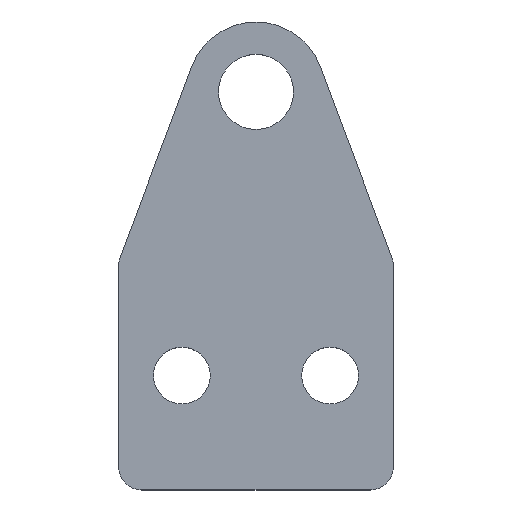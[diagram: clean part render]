
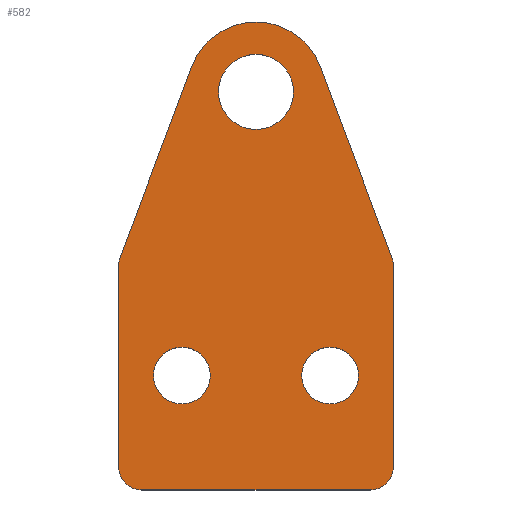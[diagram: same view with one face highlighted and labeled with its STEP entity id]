
A CAD part, top view. The second image highlights one B-rep face of the part: STEP entity #582.
In plain terms, the highlighted planar face has unit normal (0, 0, 1).
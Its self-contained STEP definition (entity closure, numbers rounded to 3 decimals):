
#11 = CIRCLE ( 'NONE', #526, 2.5 ) ;
#13 = CARTESIAN_POINT ( 'NONE',  ( 5., 0., 2.5 ) ) ;
#15 = CARTESIAN_POINT ( 'NONE',  ( 8.1, 0., 2.5 ) ) ;
#17 = CARTESIAN_POINT ( 'NONE',  ( 14.841, 12.924, 2.5 ) ) ;
#23 = EDGE_CURVE ( 'NONE', #587, #183, #45, .T. ) ;
#27 = VERTEX_POINT ( 'NONE', #17 ) ;
#30 = FACE_BOUND ( 'NONE', #628, .T. ) ;
#33 = EDGE_LOOP ( 'NONE', ( #372, #292, #76, #88, #591, #160, #595, #570, #554, #267 ) ) ;
#43 = DIRECTION ( 'NONE',  ( 1., 0., 0. ) ) ;
#44 = VECTOR ( 'NONE', #251, 1000. ) ;
#45 = CIRCLE ( 'NONE', #97, 3.1 ) ;
#58 = VERTEX_POINT ( 'NONE', #80 ) ;
#68 = CARTESIAN_POINT ( 'NONE',  ( -15., 12.5, 2.5 ) ) ;
#70 = VERTEX_POINT ( 'NONE', #171 ) ;
#71 = CARTESIAN_POINT ( 'NONE',  ( 0., 52.5, 2.5 ) ) ;
#72 = CARTESIAN_POINT ( 'NONE',  ( -15., -10., 2.5 ) ) ;
#76 = ORIENTED_EDGE ( 'NONE', *, *, #451, .T. ) ;
#79 = CARTESIAN_POINT ( 'NONE',  ( 12.5, 12.047, 2.5 ) ) ;
#80 = CARTESIAN_POINT ( 'NONE',  ( 15., -10., 2.5 ) ) ;
#81 = VERTEX_POINT ( 'NONE', #125 ) ;
#88 = ORIENTED_EDGE ( 'NONE', *, *, #336, .T. ) ;
#91 = CIRCLE ( 'NONE', #197, 3.1 ) ;
#93 = EDGE_CURVE ( 'NONE', #598, #58, #527, .T. ) ;
#94 = CIRCLE ( 'NONE', #334, 4.1 ) ;
#95 = ORIENTED_EDGE ( 'NONE', *, *, #401, .F. ) ;
#96 = EDGE_CURVE ( 'NONE', #624, #70, #333, .T. ) ;
#97 = AXIS2_PLACEMENT_3D ( 'NONE', #538, #552, #106 ) ;
#102 = EDGE_CURVE ( 'NONE', #58, #252, #421, .T. ) ;
#104 = LINE ( 'NONE', #253, #284 ) ;
#106 = DIRECTION ( 'NONE',  ( 1., 0., 0. ) ) ;
#120 = LINE ( 'NONE', #71, #545 ) ;
#122 = ORIENTED_EDGE ( 'NONE', *, *, #151, .F. ) ;
#125 = CARTESIAN_POINT ( 'NONE',  ( -5., 0., 2.5 ) ) ;
#134 = CARTESIAN_POINT ( 'NONE',  ( 15., -12.5, 2.5 ) ) ;
#150 = CARTESIAN_POINT ( 'NONE',  ( -8.1, 0., 2.5 ) ) ;
#151 = EDGE_CURVE ( 'NONE', #437, #81, #91, .T. ) ;
#154 = AXIS2_PLACEMENT_3D ( 'NONE', #408, #365, #43 ) ;
#159 = CARTESIAN_POINT ( 'NONE',  ( 0., 31., 2.5 ) ) ;
#160 = ORIENTED_EDGE ( 'NONE', *, *, #96, .T. ) ;
#166 = DIRECTION ( 'NONE',  ( -0.351, 0.936, 0. ) ) ;
#169 = CARTESIAN_POINT ( 'NONE',  ( -4.1, 31., 2.5 ) ) ;
#171 = CARTESIAN_POINT ( 'NONE',  ( -12.5, -12.5, 2.5 ) ) ;
#172 = CARTESIAN_POINT ( 'NONE',  ( -14.841, 12.924, 2.5 ) ) ;
#175 = LINE ( 'NONE', #362, #431 ) ;
#178 = VERTEX_POINT ( 'NONE', #432 ) ;
#183 = VERTEX_POINT ( 'NONE', #385 ) ;
#191 = DIRECTION ( 'NONE',  ( 1., 0., 0. ) ) ;
#194 = CARTESIAN_POINT ( 'NONE',  ( -8.1, 0., 2.5 ) ) ;
#197 = AXIS2_PLACEMENT_3D ( 'NONE', #150, #337, #283 ) ;
#198 = VERTEX_POINT ( 'NONE', #264 ) ;
#199 = CARTESIAN_POINT ( 'NONE',  ( 4.1, 31., 2.5 ) ) ;
#202 = DIRECTION ( 'NONE',  ( 0., 0., 1. ) ) ;
#211 = AXIS2_PLACEMENT_3D ( 'NONE', #194, #299, #339 ) ;
#224 = VERTEX_POINT ( 'NONE', #169 ) ;
#226 = CIRCLE ( 'NONE', #211, 3.1 ) ;
#232 = EDGE_CURVE ( 'NONE', #539, #624, #175, .T. ) ;
#242 = CARTESIAN_POINT ( 'NONE',  ( -11.2, 0., 2.5 ) ) ;
#246 = DIRECTION ( 'NONE',  ( 1., 0., 0. ) ) ;
#249 = AXIS2_PLACEMENT_3D ( 'NONE', #469, #586, #448 ) ;
#251 = DIRECTION ( 'NONE',  ( -0.351, -0.936, 0. ) ) ;
#252 = VERTEX_POINT ( 'NONE', #364 ) ;
#253 = CARTESIAN_POINT ( 'NONE',  ( -15., -12.5, 2.5 ) ) ;
#264 = CARTESIAN_POINT ( 'NONE',  ( 7.022, 33.773, 2.5 ) ) ;
#265 = DIRECTION ( 'NONE',  ( 0., 0., 1. ) ) ;
#267 = ORIENTED_EDGE ( 'NONE', *, *, #574, .T. ) ;
#271 = FACE_BOUND ( 'NONE', #361, .T. ) ;
#276 = CIRCLE ( 'NONE', #456, 3.1 ) ;
#278 = VERTEX_POINT ( 'NONE', #172 ) ;
#283 = DIRECTION ( 'NONE',  ( 1., 0., 0. ) ) ;
#284 = VECTOR ( 'NONE', #246, 1000. ) ;
#292 = ORIENTED_EDGE ( 'NONE', *, *, #382, .T. ) ;
#299 = DIRECTION ( 'NONE',  ( 0., 0., 1. ) ) ;
#310 = AXIS2_PLACEMENT_3D ( 'NONE', #496, #590, #191 ) ;
#319 = DIRECTION ( 'NONE',  ( 1., 0., 0. ) ) ;
#331 = EDGE_LOOP ( 'NONE', ( #516, #392 ) ) ;
#332 = AXIS2_PLACEMENT_3D ( 'NONE', #584, #596, #599 ) ;
#333 = CIRCLE ( 'NONE', #355, 2.5 ) ;
#334 = AXIS2_PLACEMENT_3D ( 'NONE', #159, #387, #486 ) ;
#336 = EDGE_CURVE ( 'NONE', #278, #539, #629, .T. ) ;
#337 = DIRECTION ( 'NONE',  ( 0., 0., 1. ) ) ;
#339 = DIRECTION ( 'NONE',  ( 1., 0., 0. ) ) ;
#355 = AXIS2_PLACEMENT_3D ( 'NONE', #468, #512, #375 ) ;
#361 = EDGE_LOOP ( 'NONE', ( #122, #95 ) ) ;
#362 = CARTESIAN_POINT ( 'NONE',  ( -15., -12.5, 2.5 ) ) ;
#364 = CARTESIAN_POINT ( 'NONE',  ( 15., 12.047, 2.5 ) ) ;
#365 = DIRECTION ( 'NONE',  ( 0., 0., 1. ) ) ;
#372 = ORIENTED_EDGE ( 'NONE', *, *, #402, .T. ) ;
#375 = DIRECTION ( 'NONE',  ( 1., 0., 0. ) ) ;
#382 = EDGE_CURVE ( 'NONE', #198, #178, #482, .T. ) ;
#385 = CARTESIAN_POINT ( 'NONE',  ( 11.2, 0., 2.5 ) ) ;
#387 = DIRECTION ( 'NONE',  ( 0., 0., 1. ) ) ;
#392 = ORIENTED_EDGE ( 'NONE', *, *, #625, .F. ) ;
#401 = EDGE_CURVE ( 'NONE', #81, #437, #226, .T. ) ;
#402 = EDGE_CURVE ( 'NONE', #27, #198, #120, .T. ) ;
#408 = CARTESIAN_POINT ( 'NONE',  ( 0., 31., 2.5 ) ) ;
#409 = VERTEX_POINT ( 'NONE', #199 ) ;
#415 = DIRECTION ( 'NONE',  ( 0., 1., 0. ) ) ;
#421 = LINE ( 'NONE', #134, #433 ) ;
#425 = EDGE_CURVE ( 'NONE', #70, #598, #104, .T. ) ;
#431 = VECTOR ( 'NONE', #501, 1000. ) ;
#432 = CARTESIAN_POINT ( 'NONE',  ( -7.022, 33.773, 2.5 ) ) ;
#433 = VECTOR ( 'NONE', #415, 1000. ) ;
#437 = VERTEX_POINT ( 'NONE', #242 ) ;
#443 = CARTESIAN_POINT ( 'NONE',  ( 12.5, -12.5, 2.5 ) ) ;
#448 = DIRECTION ( 'NONE',  ( 1., 0., 0. ) ) ;
#451 = EDGE_CURVE ( 'NONE', #178, #278, #491, .T. ) ;
#456 = AXIS2_PLACEMENT_3D ( 'NONE', #15, #202, #544 ) ;
#460 = DIRECTION ( 'NONE',  ( 1., 0., 0. ) ) ;
#463 = DIRECTION ( 'NONE',  ( 0., 0., 1. ) ) ;
#464 = FACE_OUTER_BOUND ( 'NONE', #33, .T. ) ;
#466 = ORIENTED_EDGE ( 'NONE', *, *, #476, .F. ) ;
#468 = CARTESIAN_POINT ( 'NONE',  ( -12.5, -10., 2.5 ) ) ;
#469 = CARTESIAN_POINT ( 'NONE',  ( 0., 0., 2.5 ) ) ;
#476 = EDGE_CURVE ( 'NONE', #183, #587, #276, .T. ) ;
#479 = AXIS2_PLACEMENT_3D ( 'NONE', #517, #463, #319 ) ;
#482 = CIRCLE ( 'NONE', #332, 7.5 ) ;
#486 = DIRECTION ( 'NONE',  ( 1., 0., 0. ) ) ;
#491 = LINE ( 'NONE', #68, #44 ) ;
#496 = CARTESIAN_POINT ( 'NONE',  ( -12.5, 12.047, 2.5 ) ) ;
#501 = DIRECTION ( 'NONE',  ( 0., -1., 0. ) ) ;
#512 = DIRECTION ( 'NONE',  ( 0., 0., 1. ) ) ;
#513 = PLANE ( 'NONE',  #249 ) ;
#516 = ORIENTED_EDGE ( 'NONE', *, *, #530, .F. ) ;
#517 = CARTESIAN_POINT ( 'NONE',  ( 12.5, -10., 2.5 ) ) ;
#526 = AXIS2_PLACEMENT_3D ( 'NONE', #79, #265, #460 ) ;
#527 = CIRCLE ( 'NONE', #479, 2.5 ) ;
#530 = EDGE_CURVE ( 'NONE', #224, #409, #588, .T. ) ;
#538 = CARTESIAN_POINT ( 'NONE',  ( 8.1, 0., 2.5 ) ) ;
#539 = VERTEX_POINT ( 'NONE', #556 ) ;
#544 = DIRECTION ( 'NONE',  ( 1., 0., 0. ) ) ;
#545 = VECTOR ( 'NONE', #166, 1000. ) ;
#552 = DIRECTION ( 'NONE',  ( 0., 0., 1. ) ) ;
#554 = ORIENTED_EDGE ( 'NONE', *, *, #102, .T. ) ;
#556 = CARTESIAN_POINT ( 'NONE',  ( -15., 12.047, 2.5 ) ) ;
#568 = FACE_BOUND ( 'NONE', #331, .T. ) ;
#570 = ORIENTED_EDGE ( 'NONE', *, *, #93, .T. ) ;
#571 = ORIENTED_EDGE ( 'NONE', *, *, #23, .F. ) ;
#574 = EDGE_CURVE ( 'NONE', #252, #27, #11, .T. ) ;
#582 = ADVANCED_FACE ( 'NONE', ( #30, #464, #271, #568 ), #513, .T. ) ;
#584 = CARTESIAN_POINT ( 'NONE',  ( 0., 31.14, 2.5 ) ) ;
#586 = DIRECTION ( 'NONE',  ( 0., 0., 1. ) ) ;
#587 = VERTEX_POINT ( 'NONE', #13 ) ;
#588 = CIRCLE ( 'NONE', #154, 4.1 ) ;
#590 = DIRECTION ( 'NONE',  ( 0., 0., 1. ) ) ;
#591 = ORIENTED_EDGE ( 'NONE', *, *, #232, .T. ) ;
#595 = ORIENTED_EDGE ( 'NONE', *, *, #425, .T. ) ;
#596 = DIRECTION ( 'NONE',  ( 0., 0., 1. ) ) ;
#598 = VERTEX_POINT ( 'NONE', #443 ) ;
#599 = DIRECTION ( 'NONE',  ( 1., 0., 0. ) ) ;
#624 = VERTEX_POINT ( 'NONE', #72 ) ;
#625 = EDGE_CURVE ( 'NONE', #409, #224, #94, .T. ) ;
#628 = EDGE_LOOP ( 'NONE', ( #571, #466 ) ) ;
#629 = CIRCLE ( 'NONE', #310, 2.5 ) ;
